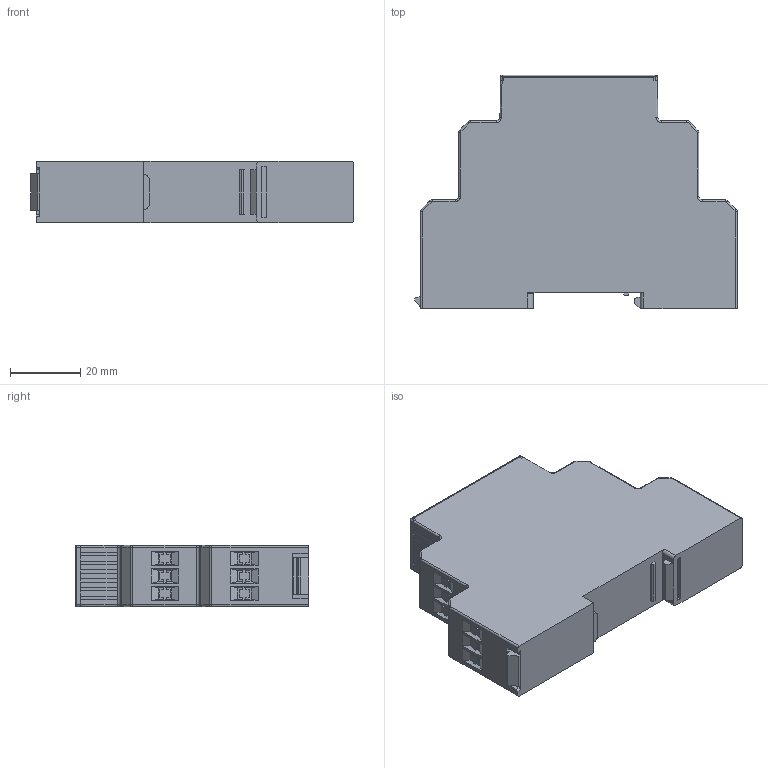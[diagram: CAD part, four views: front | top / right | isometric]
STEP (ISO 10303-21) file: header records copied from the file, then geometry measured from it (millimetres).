
FILE_DESCRIPTION (( 'STEP AP214' ), '1' );
FILE_NAME ('PISO-DC-DUO (4-20mA-4-20mA,4-20mA).STEP', '2020-10-14T12:38:30', ( '' ), ( '' ), 'SwSTEP 2.0', 'SolidWorks 2020', '' );
FILE_SCHEMA (( 'AUTOMOTIVE_DESIGN' ));
Length unit declared in the file: millimetre
Products named in the file (1): PISO-DC-DUO (4-20mA-4-20mA,4-20mA)
Bounding box: 92.01 x 66.5 x 17.5 mm (x, y, z)
Volume: 83063.9 mm3; surface area: 15967.1 mm2
Topology: 1 solids, 3 shells, 525 faces, 1405 edges, 908 vertices
Faces by surface type: plane 404, cylinder 89, torus 28, cone 4
Entity records: 21437 total; most frequent: CARTESIAN_POINT 2851, ORIENTED_EDGE 2810, DIRECTION 2689, EDGE_CURVE 1405, VECTOR 1165, LINE 1165, VERTEX_POINT 908, AXIS2_PLACEMENT_3D 762
